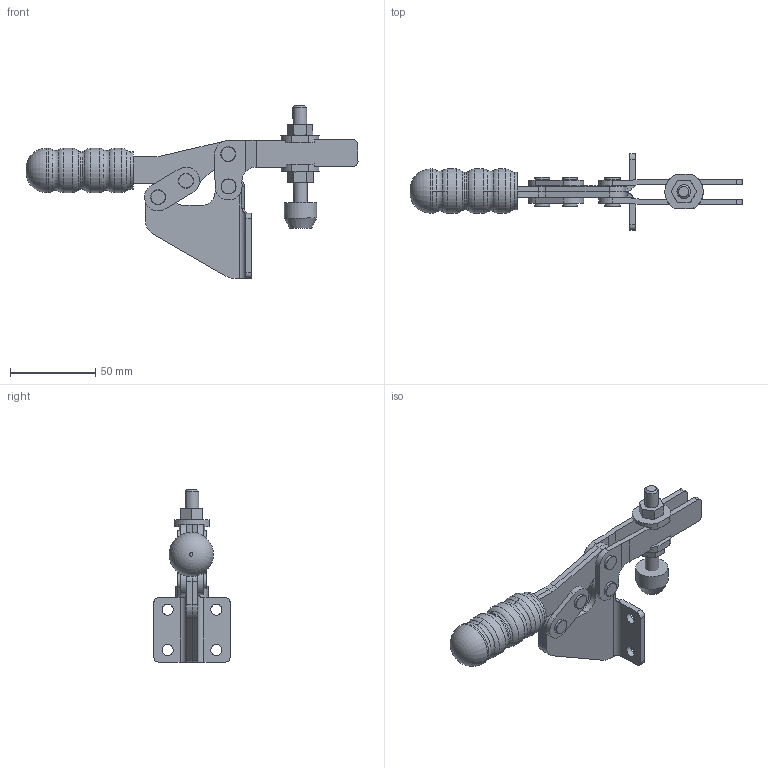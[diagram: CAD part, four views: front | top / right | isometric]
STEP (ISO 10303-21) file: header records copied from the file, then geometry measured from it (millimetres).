
FILE_DESCRIPTION(/* description */ ('Alibre Inc.'),/* implementation_level */ '2;1');
FILE_NAME(/* name */ 'export0',/* time_stamp */ '2012-02-17T12:22:27+01:00',/* author */ (''),/* organization */ (''),/* preprocessor_version */ 'ST-DEVELOPER v12',/* originating_system */ 'Alibre',/* authorisation */ '');
FILE_SCHEMA (('ALIBRE_SCHEMA','CONFIG_CONTROL_DESIGN'));
Length unit declared in the file: millimetre
Products named in the file (1): ID_1
Bounding box: 195.11 x 45 x 101.43 mm (x, y, z)
Volume: 83625.5 mm3; surface area: 51084.8 mm2
Topology: 19 solids, 19 shells, 264 faces, 627 edges, 388 vertices
Faces by surface type: plane 130, cylinder 97, torus 19, cone 16, bspline 2
Full cylindrical faces by diameter (mm): 4.826 x2, 6.31 x4, 6.45 x4, 6.452 x12, 6.528 x4, 8 x3, 8.3 x2, 8.8 x8, 19 x1, 22 x2, 26 x4
Entity records: 14901 total; most frequent: CARTESIAN_POINT 2666, DIRECTION 2241, ORIENTED_EDGE 2172, EDGE_CURVE 1086, AXIS2_PLACEMENT_3D 999, EDGE_LOOP 782, FACE_BOUND 782, VERTEX_POINT 738
